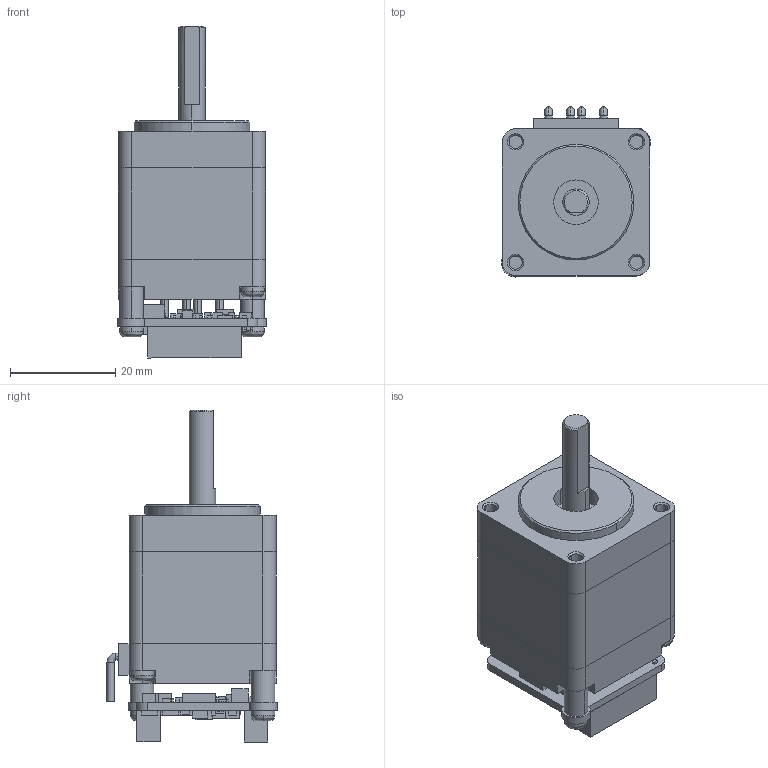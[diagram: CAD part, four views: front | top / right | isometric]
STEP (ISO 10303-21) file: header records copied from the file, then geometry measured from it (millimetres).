
FILE_DESCRIPTION (( 'STEP AP214' ), '1' );
FILE_NAME ('PD28-1-1021.STEP', '2016-10-14T08:48:58', ( 'Pearu Orusalu' ), ( 'Microsoft' ), 'SwSTEP 2.0', 'SolidWorks 2016', '' );
FILE_SCHEMA (( 'AUTOMOTIVE_DESIGN' ));
Length unit declared in the file: millimetre
Products named in the file (3): TMCM-1021_V14; NEMA11-28SH32-0674A.010 RevA; PD28-1-1021
Assembly tree (2 placements, depth 2):
  PD28-1-1021
    NEMA11-28SH32-0674A.010 RevA
    TMCM-1021_V14
Bounding box: 28.39 x 32.39 x 63.23 mm (x, y, z)
Volume: 28155.7 mm3; surface area: 10311.2 mm2
Topology: 7 solids, 7 shells, 536 faces, 1281 edges, 845 vertices
Faces by surface type: plane 422, cylinder 83, cone 15, torus 8, bspline 8
Entity records: 21154 total; most frequent: CARTESIAN_POINT 3267, ORIENTED_EDGE 2558, DIRECTION 2538, EDGE_CURVE 1279, LINE 1050, VECTOR 1050, VERTEX_POINT 845, AXIS2_PLACEMENT_3D 744
